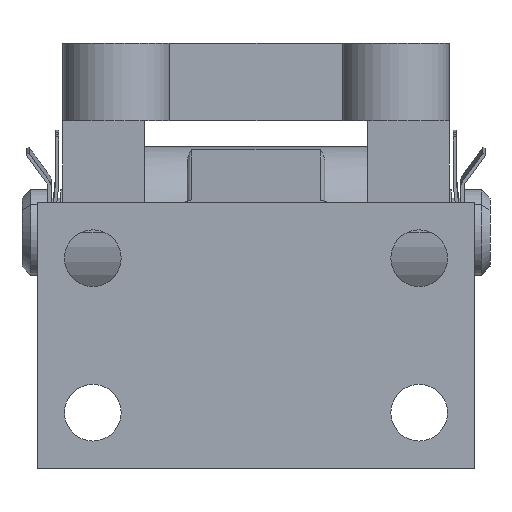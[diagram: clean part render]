
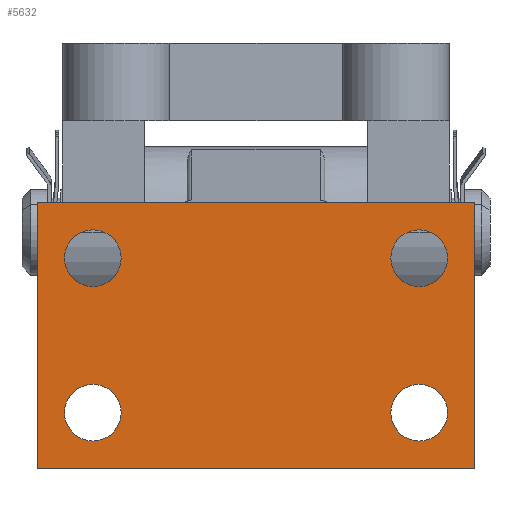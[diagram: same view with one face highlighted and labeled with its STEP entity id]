
A CAD part, front view. The second image highlights one B-rep face of the part: STEP entity #5632.
In plain terms, the highlighted face is planar.
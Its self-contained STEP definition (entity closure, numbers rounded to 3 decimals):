
#251 = DIRECTION ( 'NONE',  ( 1., 0., 0. ) ) ;
#370 = CARTESIAN_POINT ( 'NONE',  ( 24.5, 6.5, 0. ) ) ;
#412 = CARTESIAN_POINT ( 'NONE',  ( 6.5, 6.5, 0. ) ) ;
#413 = DIRECTION ( 'NONE',  ( 0., 0., 1. ) ) ;
#429 = DIRECTION ( 'NONE',  ( 1., 0., 0. ) ) ;
#437 = DIRECTION ( 'NONE',  ( 0., 0., 1. ) ) ;
#600 = FACE_BOUND ( 'NONE', #5495, .T. ) ;
#602 = FACE_OUTER_BOUND ( 'NONE', #5420, .T. ) ;
#603 = FACE_BOUND ( 'NONE', #5248, .T. ) ;
#604 = FACE_BOUND ( 'NONE', #5270, .T. ) ;
#606 = FACE_BOUND ( 'NONE', #5253, .T. ) ;
#818 = CIRCLE ( 'NONE', #4550, 3.3 ) ;
#971 = CIRCLE ( 'NONE', #4505, 3.3 ) ;
#973 = CIRCLE ( 'NONE', #4506, 3.3 ) ;
#974 = CIRCLE ( 'NONE', #4507, 3.3 ) ;
#978 = VECTOR ( 'NONE', #2782, 1000. ) ;
#979 = LINE ( 'NONE', #2887, #978 ) ;
#985 = VECTOR ( 'NONE', #1666, 1000. ) ;
#991 = VECTOR ( 'NONE', #1665, 1000. ) ;
#994 = CIRCLE ( 'NONE', #4502, 3.3 ) ;
#995 = LINE ( 'NONE', #1671, #991 ) ;
#996 = LINE ( 'NONE', #1653, #985 ) ;
#1001 = VECTOR ( 'NONE', #1674, 1000. ) ;
#1010 = LINE ( 'NONE', #1678, #1001 ) ;
#1039 = CIRCLE ( 'NONE', #4497, 3.3 ) ;
#1595 = DIRECTION ( 'NONE',  ( 0., 0., 1. ) ) ;
#1620 = CARTESIAN_POINT ( 'NONE',  ( 6.5, 6.5, 0. ) ) ;
#1638 = DIRECTION ( 'NONE',  ( 1., 0., 0. ) ) ;
#1653 = CARTESIAN_POINT ( 'NONE',  ( 31., 0., 0. ) ) ;
#1665 = DIRECTION ( 'NONE',  ( 1., 0., 0. ) ) ;
#1666 = DIRECTION ( 'NONE',  ( 0., 1., 0. ) ) ;
#1671 = CARTESIAN_POINT ( 'NONE',  ( 0., 0., 0. ) ) ;
#1673 = CARTESIAN_POINT ( 'NONE',  ( 24.5, 6.5, 0. ) ) ;
#1674 = DIRECTION ( 'NONE',  ( 0., -1., 0. ) ) ;
#1678 = CARTESIAN_POINT ( 'NONE',  ( 0., 0., 0. ) ) ;
#1762 = CARTESIAN_POINT ( 'NONE',  ( 6.5, 44.5, 0. ) ) ;
#1801 = DIRECTION ( 'NONE',  ( 0., 0., 1. ) ) ;
#1934 = DIRECTION ( 'NONE',  ( 1., 0., 0. ) ) ;
#2702 = CARTESIAN_POINT ( 'NONE',  ( 24.5, 44.5, 0. ) ) ;
#2754 = CARTESIAN_POINT ( 'NONE',  ( 24.5, 44.5, 0. ) ) ;
#2782 = DIRECTION ( 'NONE',  ( -1., 0., 0. ) ) ;
#2789 = DIRECTION ( 'NONE',  ( 0., 0., 1. ) ) ;
#2790 = DIRECTION ( 'NONE',  ( 1., 0., 0. ) ) ;
#2796 = DIRECTION ( 'NONE',  ( 0., 0., 1. ) ) ;
#2798 = DIRECTION ( 'NONE',  ( 1., 0., 0. ) ) ;
#2800 = CARTESIAN_POINT ( 'NONE',  ( 6.5, 44.5, 0. ) ) ;
#2803 = DIRECTION ( 'NONE',  ( 0., 0., 1. ) ) ;
#2804 = DIRECTION ( 'NONE',  ( 1., 0., 0. ) ) ;
#2887 = CARTESIAN_POINT ( 'NONE',  ( 0., 51., 0. ) ) ;
#3456 = PLANE ( 'NONE',  #4675 ) ;
#3462 = CARTESIAN_POINT ( 'NONE',  ( 0., 51., 0. ) ) ;
#3472 = DIRECTION ( 'NONE',  ( -1., 0., 0. ) ) ;
#3474 = DIRECTION ( 'NONE',  ( 0., 0., -1. ) ) ;
#3502 = DIRECTION ( 'NONE',  ( 0., 0., 1. ) ) ;
#3515 = CARTESIAN_POINT ( 'NONE',  ( 21.2, 6.5, 0. ) ) ;
#3559 = CARTESIAN_POINT ( 'NONE',  ( 9.8, 6.5, 0. ) ) ;
#3617 = CARTESIAN_POINT ( 'NONE',  ( 21.2, 44.5, 0. ) ) ;
#3637 = CARTESIAN_POINT ( 'NONE',  ( 31., 0., 0. ) ) ;
#3639 = DIRECTION ( 'NONE',  ( 1., 0., 0. ) ) ;
#3715 = CARTESIAN_POINT ( 'NONE',  ( 3.2, 44.5, 0. ) ) ;
#3786 = CARTESIAN_POINT ( 'NONE',  ( 0., 51., 0. ) ) ;
#3791 = CARTESIAN_POINT ( 'NONE',  ( 0., 0., 0. ) ) ;
#3800 = CARTESIAN_POINT ( 'NONE',  ( 27.8, 44.5, 0. ) ) ;
#3804 = CARTESIAN_POINT ( 'NONE',  ( 3.2, 6.5, 0. ) ) ;
#3821 = CARTESIAN_POINT ( 'NONE',  ( 31., 51., 0. ) ) ;
#3829 = CARTESIAN_POINT ( 'NONE',  ( 27.8, 6.5, 0. ) ) ;
#3838 = CARTESIAN_POINT ( 'NONE',  ( 9.8, 44.5, 0. ) ) ;
#3957 = EDGE_CURVE ( 'NONE', #5092, #5086, #4823, .T. ) ;
#3959 = EDGE_CURVE ( 'NONE', #4962, #4967, #4825, .T. ) ;
#4244 = EDGE_CURVE ( 'NONE', #4928, #5093, #1039, .T. ) ;
#4266 = EDGE_CURVE ( 'NONE', #5104, #4916, #1010, .T. ) ;
#4268 = EDGE_CURVE ( 'NONE', #5086, #5092, #994, .T. ) ;
#4271 = EDGE_CURVE ( 'NONE', #4916, #4898, #995, .T. ) ;
#4274 = EDGE_CURVE ( 'NONE', #4898, #5106, #996, .T. ) ;
#4278 = EDGE_CURVE ( 'NONE', #5106, #5104, #979, .T. ) ;
#4281 = EDGE_CURVE ( 'NONE', #4967, #4962, #974, .T. ) ;
#4282 = EDGE_CURVE ( 'NONE', #4958, #4987, #973, .T. ) ;
#4283 = EDGE_CURVE ( 'NONE', #5093, #4928, #971, .T. ) ;
#4394 = EDGE_CURVE ( 'NONE', #4987, #4958, #818, .T. ) ;
#4415 = AXIS2_PLACEMENT_3D ( 'NONE', #412, #413, #429 ) ;
#4416 = AXIS2_PLACEMENT_3D ( 'NONE', #370, #437, #251 ) ;
#4497 = AXIS2_PLACEMENT_3D ( 'NONE', #1762, #1801, #1934 ) ;
#4502 = AXIS2_PLACEMENT_3D ( 'NONE', #1673, #1595, #1638 ) ;
#4505 = AXIS2_PLACEMENT_3D ( 'NONE', #2800, #2803, #2804 ) ;
#4506 = AXIS2_PLACEMENT_3D ( 'NONE', #2702, #2796, #2798 ) ;
#4507 = AXIS2_PLACEMENT_3D ( 'NONE', #1620, #2789, #2790 ) ;
#4550 = AXIS2_PLACEMENT_3D ( 'NONE', #2754, #3502, #3639 ) ;
#4675 = AXIS2_PLACEMENT_3D ( 'NONE', #3462, #3474, #3472 ) ;
#4823 = CIRCLE ( 'NONE', #4416, 3.3 ) ;
#4825 = CIRCLE ( 'NONE', #4415, 3.3 ) ;
#4898 = VERTEX_POINT ( 'NONE', #3637 ) ;
#4916 = VERTEX_POINT ( 'NONE', #3791 ) ;
#4928 = VERTEX_POINT ( 'NONE', #3715 ) ;
#4958 = VERTEX_POINT ( 'NONE', #3800 ) ;
#4962 = VERTEX_POINT ( 'NONE', #3804 ) ;
#4967 = VERTEX_POINT ( 'NONE', #3559 ) ;
#4987 = VERTEX_POINT ( 'NONE', #3617 ) ;
#5086 = VERTEX_POINT ( 'NONE', #3829 ) ;
#5092 = VERTEX_POINT ( 'NONE', #3515 ) ;
#5093 = VERTEX_POINT ( 'NONE', #3838 ) ;
#5104 = VERTEX_POINT ( 'NONE', #3786 ) ;
#5106 = VERTEX_POINT ( 'NONE', #3821 ) ;
#5248 = EDGE_LOOP ( 'NONE', ( #5321, #5309 ) ) ;
#5253 = EDGE_LOOP ( 'NONE', ( #5284, #5283 ) ) ;
#5270 = EDGE_LOOP ( 'NONE', ( #5312, #5282 ) ) ;
#5282 = ORIENTED_EDGE ( 'NONE', *, *, #4394, .T. ) ;
#5283 = ORIENTED_EDGE ( 'NONE', *, *, #4244, .T. ) ;
#5284 = ORIENTED_EDGE ( 'NONE', *, *, #4283, .T. ) ;
#5285 = ORIENTED_EDGE ( 'NONE', *, *, #4266, .F. ) ;
#5286 = ORIENTED_EDGE ( 'NONE', *, *, #4278, .F. ) ;
#5287 = ORIENTED_EDGE ( 'NONE', *, *, #4274, .F. ) ;
#5309 = ORIENTED_EDGE ( 'NONE', *, *, #3957, .T. ) ;
#5312 = ORIENTED_EDGE ( 'NONE', *, *, #4282, .T. ) ;
#5315 = ORIENTED_EDGE ( 'NONE', *, *, #4271, .F. ) ;
#5316 = ORIENTED_EDGE ( 'NONE', *, *, #3959, .T. ) ;
#5317 = ORIENTED_EDGE ( 'NONE', *, *, #4281, .T. ) ;
#5321 = ORIENTED_EDGE ( 'NONE', *, *, #4268, .T. ) ;
#5420 = EDGE_LOOP ( 'NONE', ( #5285, #5286, #5287, #5315 ) ) ;
#5495 = EDGE_LOOP ( 'NONE', ( #5317, #5316 ) ) ;
#5632 = ADVANCED_FACE ( 'NONE', ( #604, #606, #602, #600, #603 ), #3456, .T. ) ;
